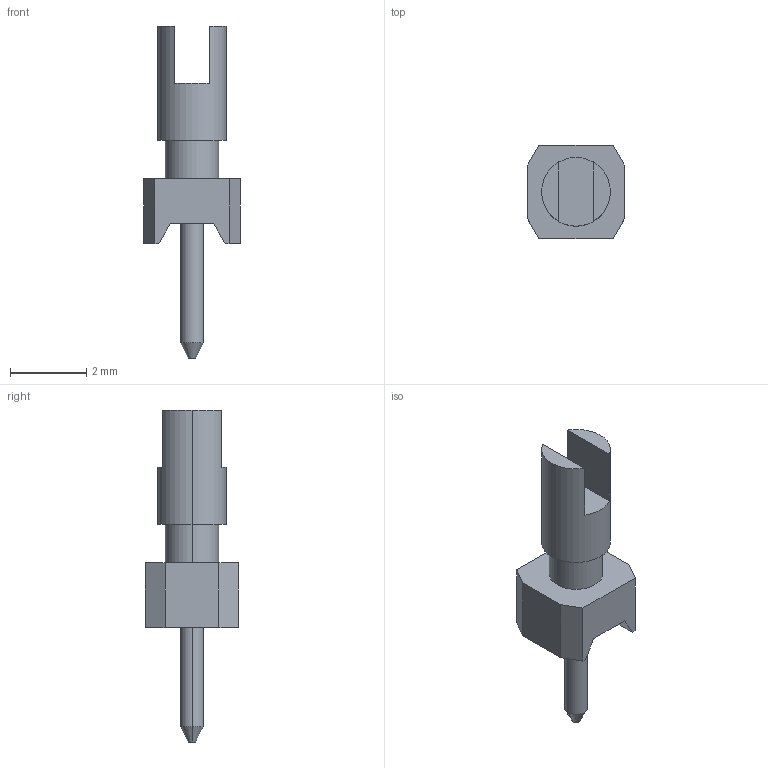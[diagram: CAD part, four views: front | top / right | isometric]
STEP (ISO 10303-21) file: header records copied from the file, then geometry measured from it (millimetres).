
FILE_DESCRIPTION((''),'2;1');
FILE_NAME('COMATEL_332.0600.1.16.541.stp','2009-10-15T10:08:27',(''),(''),'Mechanical Desktop 2006','Mechanical Desktop 2006',', , ');
FILE_SCHEMA(('AUTOMOTIVE_DESIGN { 1 2 10303 214 0 1 1 1 }'));
Length unit declared in the file: millimetre
Products named in the file (1): Product
Bounding box: 2.54 x 2.45 x 8.7 mm (x, y, z)
Volume: 16 mm3; surface area: 65.4 mm2
Topology: 4 solids, 4 shells, 32 faces, 70 edges, 46 vertices
Faces by surface type: plane 24, cylinder 6, cone 2
Entity records: 925 total; most frequent: DIRECTION 154, CARTESIAN_POINT 149, ORIENTED_EDGE 140, EDGE_CURVE 70, VECTOR 52, LINE 52, AXIS2_PLACEMENT_3D 51, VERTEX_POINT 46
